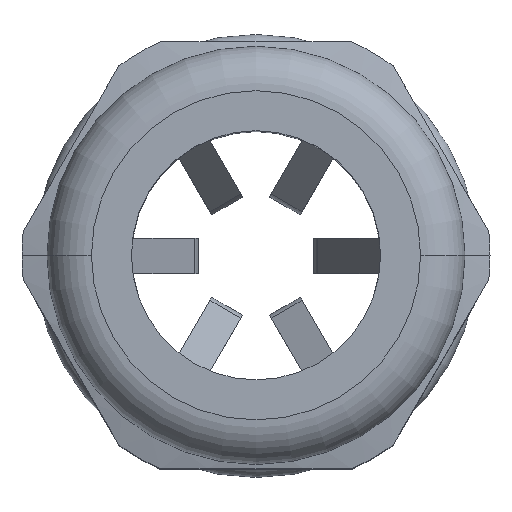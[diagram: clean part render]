
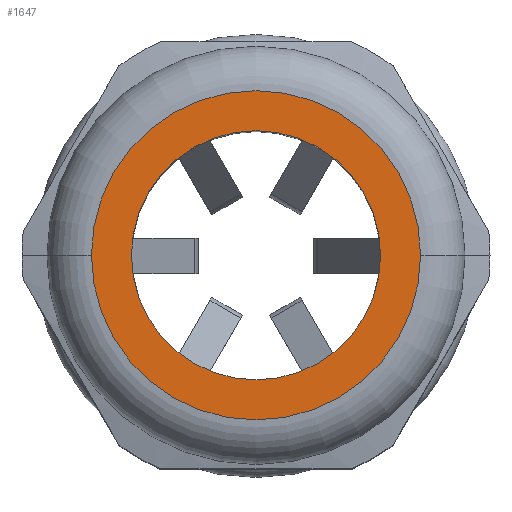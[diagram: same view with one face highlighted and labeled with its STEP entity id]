
A CAD part, top view. The second image highlights one B-rep face of the part: STEP entity #1647.
In plain terms, the highlighted planar face has unit normal (0, 0, 1).
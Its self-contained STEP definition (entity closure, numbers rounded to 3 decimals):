
#196 = AXIS2_PLACEMENT_3D ( 'NONE', #473, #472, #471 ) ;
#201 = FACE_OUTER_BOUND ( 'NONE', #2563, .T. ) ;
#204 = FACE_BOUND ( 'NONE', #2562, .T. ) ;
#471 = DIRECTION ( 'NONE',  ( 1., 0., 0. ) ) ;
#472 = DIRECTION ( 'NONE',  ( 0., 0., 1. ) ) ;
#473 = CARTESIAN_POINT ( 'NONE',  ( 0., 0., 29.2 ) ) ;
#474 = PLANE ( 'NONE',  #196 ) ;
#585 = AXIS2_PLACEMENT_3D ( 'NONE', #743, #742, #741 ) ;
#596 = AXIS2_PLACEMENT_3D ( 'NONE', #793, #786, #785 ) ;
#631 = AXIS2_PLACEMENT_3D ( 'NONE', #899, #897, #896 ) ;
#641 = AXIS2_PLACEMENT_3D ( 'NONE', #911, #919, #914 ) ;
#741 = DIRECTION ( 'NONE',  ( 1., 0., 0. ) ) ;
#742 = DIRECTION ( 'NONE',  ( 0., 0., 1. ) ) ;
#743 = CARTESIAN_POINT ( 'NONE',  ( 0., 0., 29.2 ) ) ;
#785 = DIRECTION ( 'NONE',  ( 1., 0., 0. ) ) ;
#786 = DIRECTION ( 'NONE',  ( 0., 0., 1. ) ) ;
#793 = CARTESIAN_POINT ( 'NONE',  ( 0., 0., 29.2 ) ) ;
#896 = DIRECTION ( 'NONE',  ( 1., 0., 0. ) ) ;
#897 = DIRECTION ( 'NONE',  ( 0., 0., 1. ) ) ;
#899 = CARTESIAN_POINT ( 'NONE',  ( 0., 0., 29.2 ) ) ;
#911 = CARTESIAN_POINT ( 'NONE',  ( 0., 0., 29.2 ) ) ;
#914 = DIRECTION ( 'NONE',  ( 1., 0., 0. ) ) ;
#919 = DIRECTION ( 'NONE',  ( 0., 0., 1. ) ) ;
#972 = VERTEX_POINT ( 'NONE', #2139 ) ;
#974 = VERTEX_POINT ( 'NONE', #2137 ) ;
#984 = VERTEX_POINT ( 'NONE', #2127 ) ;
#985 = VERTEX_POINT ( 'NONE', #2126 ) ;
#1469 = CIRCLE ( 'NONE', #585, 7. ) ;
#1476 = CIRCLE ( 'NONE', #631, 9.25 ) ;
#1479 = CIRCLE ( 'NONE', #641, 7. ) ;
#1532 = EDGE_CURVE ( 'NONE', #972, #974, #1479, .T. ) ;
#1542 = EDGE_CURVE ( 'NONE', #985, #984, #1476, .T. ) ;
#1553 = CIRCLE ( 'NONE', #596, 9.25 ) ;
#1581 = EDGE_CURVE ( 'NONE', #984, #985, #1553, .T. ) ;
#1596 = EDGE_CURVE ( 'NONE', #974, #972, #1469, .T. ) ;
#1647 = ADVANCED_FACE ( 'NONE', ( #204, #201 ), #474, .T. ) ;
#2126 = CARTESIAN_POINT ( 'NONE',  ( 9.25, 0., 29.2 ) ) ;
#2127 = CARTESIAN_POINT ( 'NONE',  ( -9.25, 0., 29.2 ) ) ;
#2137 = CARTESIAN_POINT ( 'NONE',  ( 7., 0., 29.2 ) ) ;
#2139 = CARTESIAN_POINT ( 'NONE',  ( -7., 0., 29.2 ) ) ;
#2562 = EDGE_LOOP ( 'NONE', ( #2814, #2781 ) ) ;
#2563 = EDGE_LOOP ( 'NONE', ( #2815, #2778 ) ) ;
#2778 = ORIENTED_EDGE ( 'NONE', *, *, #1581, .T. ) ;
#2781 = ORIENTED_EDGE ( 'NONE', *, *, #1532, .F. ) ;
#2814 = ORIENTED_EDGE ( 'NONE', *, *, #1596, .F. ) ;
#2815 = ORIENTED_EDGE ( 'NONE', *, *, #1542, .T. ) ;
